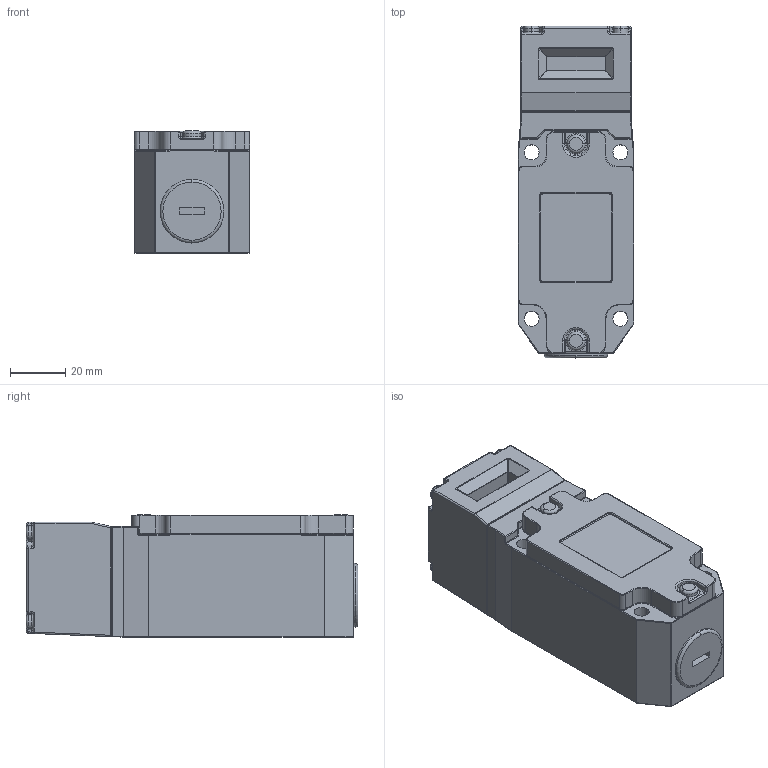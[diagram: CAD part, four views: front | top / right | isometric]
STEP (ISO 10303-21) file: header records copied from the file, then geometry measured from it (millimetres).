
FILE_DESCRIPTION (( 'STEP AP214' ), '1' );
FILE_NAME ('KM-SS-204008.STEP', '2014-06-19T15:47:09', ( '' ), ( '' ), 'SwSTEP 2.0', 'SolidWorks 2013', '' );
FILE_SCHEMA (( 'AUTOMOTIVE_DESIGN' ));
Length unit declared in the file: millimetre
Products named in the file (1): KM-SS-204008
Bounding box: 41.6 x 119.63 x 44.06 mm (x, y, z)
Volume: 190045.3 mm3; surface area: 28648.9 mm2
Topology: 1 solids, 1 shells, 632 faces, 1465 edges, 806 vertices
Faces by surface type: cylinder 278, torus 126, plane 120, bspline 70, sphere 38
Entity records: 25287 total; most frequent: CARTESIAN_POINT 4497, DIRECTION 3083, ORIENTED_EDGE 2852, EDGE_CURVE 1426, AXIS2_PLACEMENT_3D 1260, VERTEX_POINT 806, CIRCLE 697, EDGE_LOOP 650
